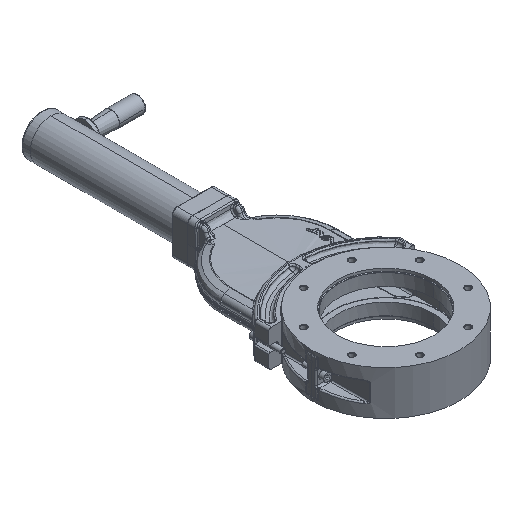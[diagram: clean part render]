
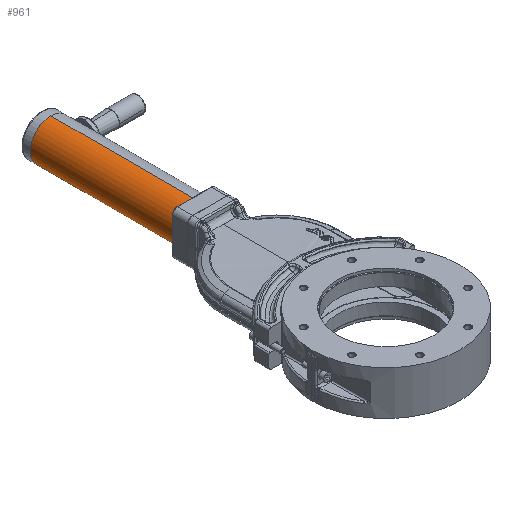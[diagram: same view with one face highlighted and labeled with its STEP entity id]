
A CAD part, isometric view. The second image highlights one B-rep face of the part: STEP entity #961.
In plain terms, the highlighted cylindrical face has radius 32.5 mm (diameter 65 mm), a partial arc.
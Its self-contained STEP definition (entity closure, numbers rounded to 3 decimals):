
#130 = EDGE_CURVE ( 'NONE', #30192, #43213, #57999, .T. ) ;
#961 = ADVANCED_FACE ( 'NONE', ( #57942 ), #28629, .T. ) ;
#1002 = VERTEX_POINT ( 'NONE', #47708 ) ;
#4504 = DIRECTION ( 'NONE',  ( 0., -1., 0. ) ) ;
#5848 = CARTESIAN_POINT ( 'NONE',  ( 0., 300.5, 32.5 ) ) ;
#8193 = VECTOR ( 'NONE', #22169, 1000. ) ;
#9854 = DIRECTION ( 'NONE',  ( 0., 0., -1. ) ) ;
#12921 = AXIS2_PLACEMENT_3D ( 'NONE', #19017, #47116, #9854 ) ;
#15389 = CARTESIAN_POINT ( 'NONE',  ( 0., 532.5, 32.5 ) ) ;
#19017 = CARTESIAN_POINT ( 'NONE',  ( 0., 298., 0. ) ) ;
#22169 = DIRECTION ( 'NONE',  ( 0., -1., 0. ) ) ;
#23458 = ORIENTED_EDGE ( 'NONE', *, *, #130, .F. ) ;
#25673 = CARTESIAN_POINT ( 'NONE',  ( 0., 300.5, 0. ) ) ;
#28629 = CYLINDRICAL_SURFACE ( 'NONE', #12921, 32.5 ) ;
#29266 = LINE ( 'NONE', #50619, #40306 ) ;
#30192 = VERTEX_POINT ( 'NONE', #15389 ) ;
#30400 = DIRECTION ( 'NONE',  ( 0., 0., -1. ) ) ;
#31777 = DIRECTION ( 'NONE',  ( 0., -1., 0. ) ) ;
#32543 = CARTESIAN_POINT ( 'NONE',  ( 0., 532.5, 0. ) ) ;
#32628 = CIRCLE ( 'NONE', #39602, 32.5 ) ;
#34333 = EDGE_CURVE ( 'NONE', #1002, #53759, #29266, .T. ) ;
#34654 = ORIENTED_EDGE ( 'NONE', *, *, #55928, .T. ) ;
#36599 = EDGE_LOOP ( 'NONE', ( #23458, #34654, #55793, #39339 ) ) ;
#37175 = EDGE_CURVE ( 'NONE', #53759, #43213, #52213, .T. ) ;
#37242 = DIRECTION ( 'NONE',  ( 0., 0., -1. ) ) ;
#39339 = ORIENTED_EDGE ( 'NONE', *, *, #37175, .T. ) ;
#39602 = AXIS2_PLACEMENT_3D ( 'NONE', #32543, #4504, #37242 ) ;
#40306 = VECTOR ( 'NONE', #31777, 1000. ) ;
#42554 = AXIS2_PLACEMENT_3D ( 'NONE', #25673, #58445, #30400 ) ;
#43213 = VERTEX_POINT ( 'NONE', #5848 ) ;
#47116 = DIRECTION ( 'NONE',  ( 0., -1., 0. ) ) ;
#47708 = CARTESIAN_POINT ( 'NONE',  ( 0., 532.5, -32.5 ) ) ;
#48685 = CARTESIAN_POINT ( 'NONE',  ( 0., 300.5, -32.5 ) ) ;
#50251 = CARTESIAN_POINT ( 'NONE',  ( 0., 298., 32.5 ) ) ;
#50619 = CARTESIAN_POINT ( 'NONE',  ( 0., 298., -32.5 ) ) ;
#52213 = CIRCLE ( 'NONE', #42554, 32.5 ) ;
#53759 = VERTEX_POINT ( 'NONE', #48685 ) ;
#55793 = ORIENTED_EDGE ( 'NONE', *, *, #34333, .T. ) ;
#55928 = EDGE_CURVE ( 'NONE', #30192, #1002, #32628, .T. ) ;
#57942 = FACE_OUTER_BOUND ( 'NONE', #36599, .T. ) ;
#57999 = LINE ( 'NONE', #50251, #8193 ) ;
#58445 = DIRECTION ( 'NONE',  ( 0., 1., 0. ) ) ;
